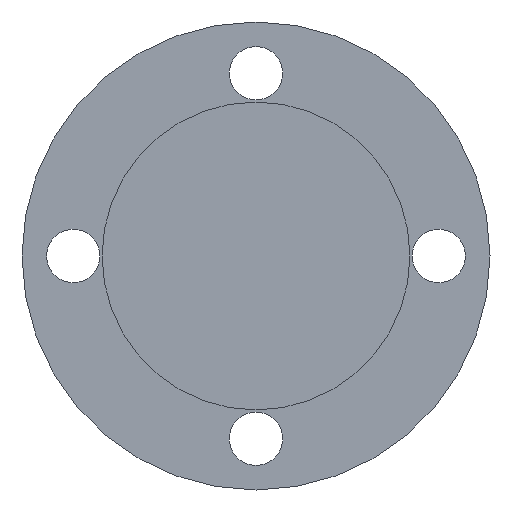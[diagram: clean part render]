
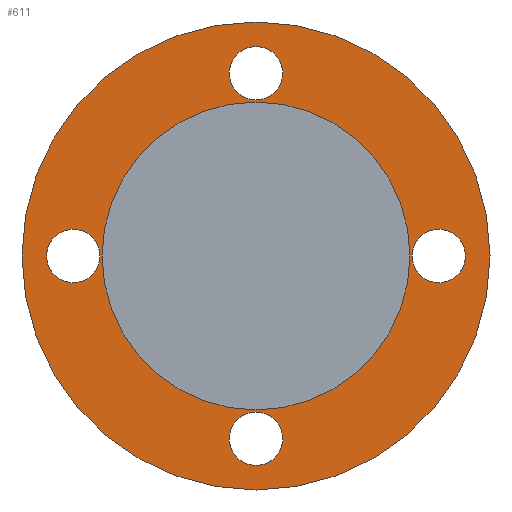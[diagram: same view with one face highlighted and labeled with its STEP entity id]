
A CAD part, front view. The second image highlights one B-rep face of the part: STEP entity #611.
In plain terms, the highlighted planar face has unit normal (0, -1, 0).
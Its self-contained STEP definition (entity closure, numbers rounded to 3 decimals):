
#1 = FACE_BOUND ( 'NONE', #107, .T. ) ;
#5 = VERTEX_POINT ( 'NONE', #573 ) ;
#9 = DIRECTION ( 'NONE',  ( 0., 0., 1. ) ) ;
#10 = AXIS2_PLACEMENT_3D ( 'NONE', #498, #304, #53 ) ;
#12 = EDGE_LOOP ( 'NONE', ( #772, #488 ) ) ;
#14 = AXIS2_PLACEMENT_3D ( 'NONE', #524, #286, #345 ) ;
#25 = AXIS2_PLACEMENT_3D ( 'NONE', #725, #240, #416 ) ;
#29 = AXIS2_PLACEMENT_3D ( 'NONE', #348, #518, #711 ) ;
#32 = CARTESIAN_POINT ( 'NONE',  ( -44.5, 361., 6.5 ) ) ;
#37 = DIRECTION ( 'NONE',  ( 0., 0., 1. ) ) ;
#41 = CARTESIAN_POINT ( 'NONE',  ( 0., 361., -38. ) ) ;
#46 = VERTEX_POINT ( 'NONE', #644 ) ;
#50 = AXIS2_PLACEMENT_3D ( 'NONE', #722, #478, #531 ) ;
#53 = DIRECTION ( 'NONE',  ( 0., 0., 1. ) ) ;
#59 = FACE_BOUND ( 'NONE', #360, .T. ) ;
#70 = DIRECTION ( 'NONE',  ( 0., 1., 0. ) ) ;
#81 = ORIENTED_EDGE ( 'NONE', *, *, #486, .F. ) ;
#92 = CARTESIAN_POINT ( 'NONE',  ( 0., 361., 44.5 ) ) ;
#95 = AXIS2_PLACEMENT_3D ( 'NONE', #663, #473, #110 ) ;
#96 = CARTESIAN_POINT ( 'NONE',  ( -44.5, 361., 0. ) ) ;
#97 = EDGE_LOOP ( 'NONE', ( #735, #736 ) ) ;
#107 = EDGE_LOOP ( 'NONE', ( #550, #545 ) ) ;
#108 = EDGE_LOOP ( 'NONE', ( #656, #483 ) ) ;
#110 = DIRECTION ( 'NONE',  ( -1., 0., 0. ) ) ;
#113 = EDGE_CURVE ( 'NONE', #380, #126, #475, .T. ) ;
#117 = CARTESIAN_POINT ( 'NONE',  ( 44.5, 361., -6.5 ) ) ;
#126 = VERTEX_POINT ( 'NONE', #117 ) ;
#139 = EDGE_CURVE ( 'NONE', #5, #586, #661, .T. ) ;
#143 = CARTESIAN_POINT ( 'NONE',  ( 0., 361., 0. ) ) ;
#147 = ORIENTED_EDGE ( 'NONE', *, *, #512, .F. ) ;
#148 = CARTESIAN_POINT ( 'NONE',  ( 0., 361., 0. ) ) ;
#169 = DIRECTION ( 'NONE',  ( 0., -1., 0. ) ) ;
#194 = EDGE_CURVE ( 'NONE', #748, #46, #535, .T. ) ;
#202 = FACE_BOUND ( 'NONE', #12, .T. ) ;
#230 = CARTESIAN_POINT ( 'NONE',  ( 0., 361., -44.5 ) ) ;
#239 = AXIS2_PLACEMENT_3D ( 'NONE', #638, #335, #564 ) ;
#240 = DIRECTION ( 'NONE',  ( 0., -1., 0. ) ) ;
#256 = VERTEX_POINT ( 'NONE', #683 ) ;
#265 = DIRECTION ( 'NONE',  ( 0., 1., 0. ) ) ;
#272 = CARTESIAN_POINT ( 'NONE',  ( 44.5, 361., 6.5 ) ) ;
#276 = DIRECTION ( 'NONE',  ( 0., -1., 0. ) ) ;
#283 = DIRECTION ( 'NONE',  ( 0., 0., -1. ) ) ;
#286 = DIRECTION ( 'NONE',  ( 0., -1., 0. ) ) ;
#293 = PLANE ( 'NONE',  #582 ) ;
#298 = EDGE_CURVE ( 'NONE', #46, #748, #734, .T. ) ;
#304 = DIRECTION ( 'NONE',  ( 0., 1., 0. ) ) ;
#309 = VERTEX_POINT ( 'NONE', #754 ) ;
#322 = CIRCLE ( 'NONE', #730, 6.5 ) ;
#332 = DIRECTION ( 'NONE',  ( 0., 0., 1. ) ) ;
#334 = CARTESIAN_POINT ( 'NONE',  ( 0., 361., -30.5 ) ) ;
#335 = DIRECTION ( 'NONE',  ( 0., 1., 0. ) ) ;
#345 = DIRECTION ( 'NONE',  ( 0., 0., 1. ) ) ;
#348 = CARTESIAN_POINT ( 'NONE',  ( -44.5, 361., 0. ) ) ;
#351 = AXIS2_PLACEMENT_3D ( 'NONE', #230, #413, #37 ) ;
#360 = EDGE_LOOP ( 'NONE', ( #147, #470 ) ) ;
#363 = EDGE_CURVE ( 'NONE', #256, #701, #515, .T. ) ;
#380 = VERTEX_POINT ( 'NONE', #272 ) ;
#395 = FACE_OUTER_BOUND ( 'NONE', #97, .T. ) ;
#413 = DIRECTION ( 'NONE',  ( 0., -1., 0. ) ) ;
#416 = DIRECTION ( 'NONE',  ( 0., 0., -1. ) ) ;
#425 = CIRCLE ( 'NONE', #29, 6.5 ) ;
#440 = CARTESIAN_POINT ( 'NONE',  ( -44.5, 361., -6.5 ) ) ;
#443 = CIRCLE ( 'NONE', #14, 6.5 ) ;
#455 = VERTEX_POINT ( 'NONE', #41 ) ;
#467 = DIRECTION ( 'NONE',  ( 1., 0., 0. ) ) ;
#470 = ORIENTED_EDGE ( 'NONE', *, *, #492, .F. ) ;
#473 = DIRECTION ( 'NONE',  ( 0., -1., 0. ) ) ;
#475 = CIRCLE ( 'NONE', #50, 6.5 ) ;
#478 = DIRECTION ( 'NONE',  ( 0., -1., 0. ) ) ;
#483 = ORIENTED_EDGE ( 'NONE', *, *, #717, .F. ) ;
#484 = CIRCLE ( 'NONE', #668, 30.5 ) ;
#486 = EDGE_CURVE ( 'NONE', #309, #455, #544, .T. ) ;
#488 = ORIENTED_EDGE ( 'NONE', *, *, #113, .F. ) ;
#490 = CIRCLE ( 'NONE', #95, 6.5 ) ;
#492 = EDGE_CURVE ( 'NONE', #495, #681, #636, .T. ) ;
#495 = VERTEX_POINT ( 'NONE', #32 ) ;
#498 = CARTESIAN_POINT ( 'NONE',  ( 0., 361., 0. ) ) ;
#502 = DIRECTION ( 'NONE',  ( 0., 1., 0. ) ) ;
#504 = EDGE_CURVE ( 'NONE', #455, #309, #443, .T. ) ;
#505 = FACE_BOUND ( 'NONE', #108, .T. ) ;
#508 = DIRECTION ( 'NONE',  ( 0., 0., 1. ) ) ;
#512 = EDGE_CURVE ( 'NONE', #681, #495, #425, .T. ) ;
#515 = CIRCLE ( 'NONE', #731, 30.5 ) ;
#518 = DIRECTION ( 'NONE',  ( 0., -1., 0. ) ) ;
#524 = CARTESIAN_POINT ( 'NONE',  ( 0., 361., -44.5 ) ) ;
#531 = DIRECTION ( 'NONE',  ( -1., 0., 0. ) ) ;
#535 = CIRCLE ( 'NONE', #10, 57. ) ;
#544 = CIRCLE ( 'NONE', #351, 6.5 ) ;
#545 = ORIENTED_EDGE ( 'NONE', *, *, #363, .T. ) ;
#550 = ORIENTED_EDGE ( 'NONE', *, *, #608, .T. ) ;
#564 = DIRECTION ( 'NONE',  ( 0., 0., 1. ) ) ;
#570 = CARTESIAN_POINT ( 'NONE',  ( 0., 361., -57. ) ) ;
#573 = CARTESIAN_POINT ( 'NONE',  ( 0., 361., 38. ) ) ;
#582 = AXIS2_PLACEMENT_3D ( 'NONE', #720, #70, #332 ) ;
#586 = VERTEX_POINT ( 'NONE', #767 ) ;
#605 = EDGE_CURVE ( 'NONE', #126, #380, #490, .T. ) ;
#608 = EDGE_CURVE ( 'NONE', #701, #256, #484, .T. ) ;
#611 = ADVANCED_FACE ( 'NONE', ( #59, #733, #202, #505, #1, #395 ), #293, .F. ) ;
#633 = AXIS2_PLACEMENT_3D ( 'NONE', #96, #169, #467 ) ;
#636 = CIRCLE ( 'NONE', #633, 6.5 ) ;
#638 = CARTESIAN_POINT ( 'NONE',  ( 0., 361., 0. ) ) ;
#644 = CARTESIAN_POINT ( 'NONE',  ( 0., 361., 57. ) ) ;
#655 = ORIENTED_EDGE ( 'NONE', *, *, #504, .F. ) ;
#656 = ORIENTED_EDGE ( 'NONE', *, *, #139, .F. ) ;
#661 = CIRCLE ( 'NONE', #25, 6.5 ) ;
#663 = CARTESIAN_POINT ( 'NONE',  ( 44.5, 361., 0. ) ) ;
#668 = AXIS2_PLACEMENT_3D ( 'NONE', #143, #502, #9 ) ;
#681 = VERTEX_POINT ( 'NONE', #440 ) ;
#682 = EDGE_LOOP ( 'NONE', ( #81, #655 ) ) ;
#683 = CARTESIAN_POINT ( 'NONE',  ( 0., 361., 30.5 ) ) ;
#701 = VERTEX_POINT ( 'NONE', #334 ) ;
#711 = DIRECTION ( 'NONE',  ( 1., 0., 0. ) ) ;
#717 = EDGE_CURVE ( 'NONE', #586, #5, #322, .T. ) ;
#720 = CARTESIAN_POINT ( 'NONE',  ( 0., 361., 0. ) ) ;
#722 = CARTESIAN_POINT ( 'NONE',  ( 44.5, 361., 0. ) ) ;
#725 = CARTESIAN_POINT ( 'NONE',  ( 0., 361., 44.5 ) ) ;
#730 = AXIS2_PLACEMENT_3D ( 'NONE', #92, #276, #283 ) ;
#731 = AXIS2_PLACEMENT_3D ( 'NONE', #148, #265, #508 ) ;
#733 = FACE_BOUND ( 'NONE', #682, .T. ) ;
#734 = CIRCLE ( 'NONE', #239, 57. ) ;
#735 = ORIENTED_EDGE ( 'NONE', *, *, #298, .F. ) ;
#736 = ORIENTED_EDGE ( 'NONE', *, *, #194, .F. ) ;
#748 = VERTEX_POINT ( 'NONE', #570 ) ;
#754 = CARTESIAN_POINT ( 'NONE',  ( 0., 361., -51. ) ) ;
#767 = CARTESIAN_POINT ( 'NONE',  ( 0., 361., 51. ) ) ;
#772 = ORIENTED_EDGE ( 'NONE', *, *, #605, .F. ) ;
